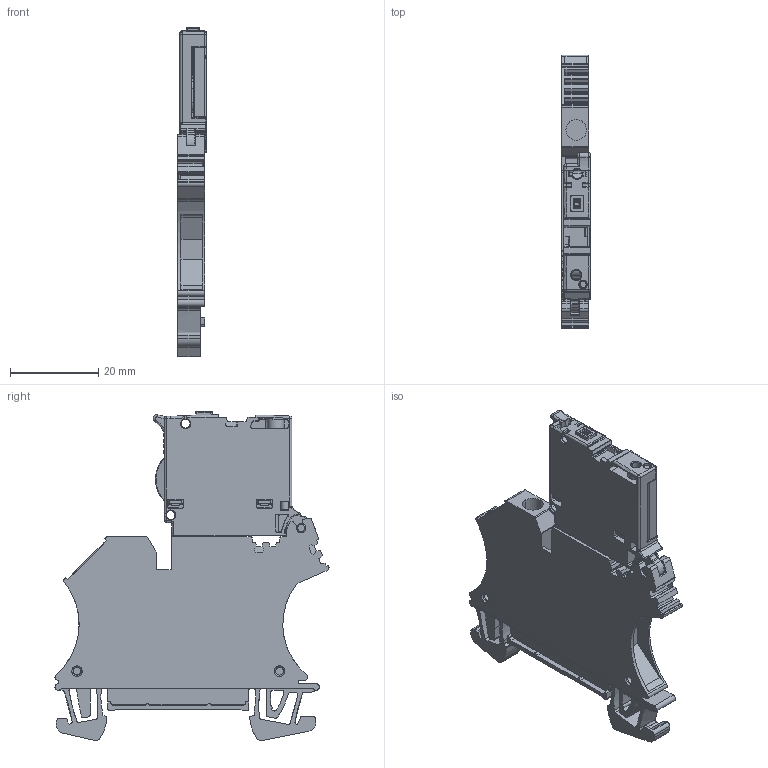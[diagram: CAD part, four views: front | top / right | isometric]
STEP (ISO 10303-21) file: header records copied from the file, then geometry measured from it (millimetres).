
FILE_DESCRIPTION(('CATIA V5 STEP Exchange','CAx-IF Rec.Pracs.--- Model Styling and Organization---1.5--- 2016-08-15','CAx-IF Rec.Pracs.---Supplemental Geometry---1.0---2011-11-01','CAx-IF Rec.Pracs.--- Composite Materials ---1.1---2010-07-15'),'2;1');
FILE_NAME ('D1463264_0', '2025-09-19T07:35:33+00:00', ('none'), ('Weidmueller'), 'CATIA Version 5-6 Release 2024 SP4', 'CATIA V5 STEP AP214 v3', 'none');
FILE_SCHEMA(('AUTOMOTIVE_DESIGN { 1 0 10303 214 1 1 1 1 }'));
Products named in the file (1): 2562050000
Bounding box: 6.51 x 62.23 x 74.71 mm (x, y, z)
Volume: 14001.5 mm3; surface area: 14292.7 mm2
Topology: 4 solids, 5 shells, 2889 faces, 8062 edges, 5166 vertices
Faces by surface type: plane 1420, cylinder 1030, cone 150, bspline 121, torus 112, sphere 34, extrusion 22
Entity records: 97569 total; most frequent: CARTESIAN_POINT 29849, ORIENTED_EDGE 16056, DIRECTION 10718, EDGE_CURVE 8028, VERTEX_POINT 5165, VECTOR 4975, LINE 4953, AXIS2_PLACEMENT_3D 3670
